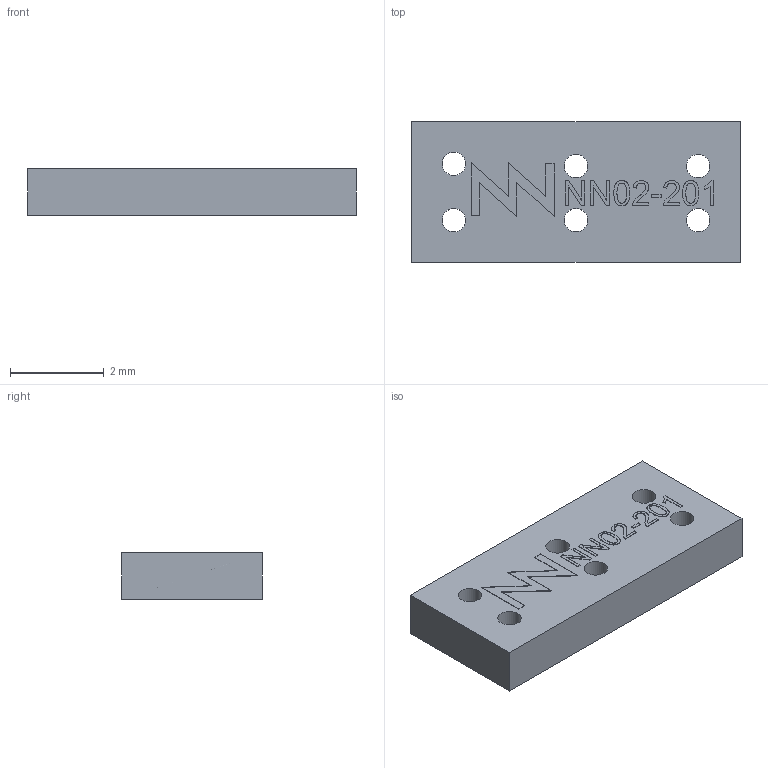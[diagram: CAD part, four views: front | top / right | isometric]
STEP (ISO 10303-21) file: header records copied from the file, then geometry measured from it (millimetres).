
FILE_DESCRIPTION(/* description */ (''),/* implementation_level */ '2;1');
FILE_NAME(/* name */ 'NN02-201.stp',/* time_stamp */ '2020-02-27T12:07:27+01:00',/* author */ ('matlab'),/* organization */ (''),/* preprocessor_version */ 'ST-DEVELOPER v16.1',/* originating_system */ 'Autodesk Inventor LT ',/* authorisation */ '');
FILE_SCHEMA (('AUTOMOTIVE_DESIGN { 1 0 10303 214 3 1 1 }'));
Length unit declared in the file: millimetre
Products named in the file (1): NN02-201
Bounding box: 7 x 3 x 1.02 mm (x, y, z)
Volume: 19.9 mm3; surface area: 69.6 mm2
Topology: 1 solids, 1 shells, 122 faces, 327 edges, 220 vertices
Faces by surface type: plane 76, bspline 40, cylinder 6
Full cylindrical faces by diameter (mm): 0.5 x6
Entity records: 3985 total; most frequent: CARTESIAN_POINT 1172, ORIENTED_EDGE 630, DIRECTION 413, EDGE_CURVE 315, LINE 223, VECTOR 223, VERTEX_POINT 214, EDGE_LOOP 153
